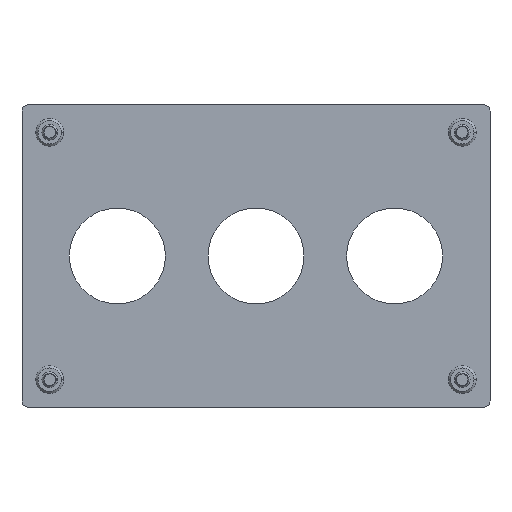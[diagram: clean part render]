
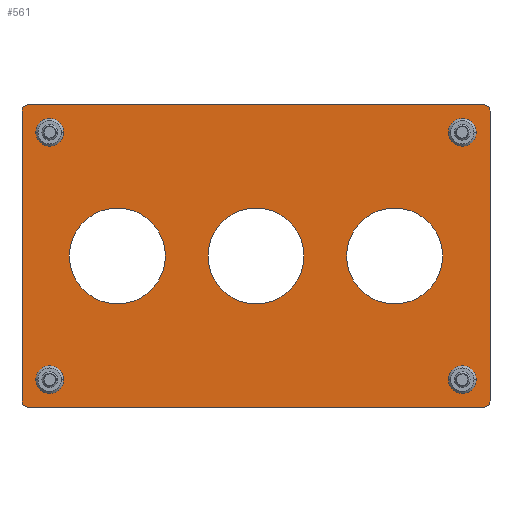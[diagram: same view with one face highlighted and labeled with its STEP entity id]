
A CAD part, front view. The second image highlights one B-rep face of the part: STEP entity #561.
In plain terms, the highlighted planar face has unit normal (0, -1, 0).
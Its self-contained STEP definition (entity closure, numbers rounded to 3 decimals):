
#561=ADVANCED_FACE('',(#1129,#1130,#1131,#1132,#1133,#1134,#1135,#1136),#1137,.F.);
#1129=FACE_BOUND('',#1703,.T.);
#1130=FACE_BOUND('',#1704,.T.);
#1131=FACE_BOUND('',#1705,.T.);
#1132=FACE_BOUND('',#1706,.T.);
#1133=FACE_BOUND('',#1707,.T.);
#1134=FACE_BOUND('',#1708,.T.);
#1135=FACE_BOUND('',#1709,.T.);
#1136=FACE_OUTER_BOUND('',#1710,.T.);
#1137=PLANE('',#1711);
#1703=EDGE_LOOP('',(#3309,#3310));
#1704=EDGE_LOOP('',(#3311,#3312));
#1705=EDGE_LOOP('',(#3313,#3314));
#1706=EDGE_LOOP('',(#3315,#3316));
#1707=EDGE_LOOP('',(#3317,#3318));
#1708=EDGE_LOOP('',(#3319,#3320));
#1709=EDGE_LOOP('',(#3321,#3322));
#1710=EDGE_LOOP('',(#3323,#3324,#3325,#3326,#3327,#3328,#3329,#3330));
#1711=AXIS2_PLACEMENT_3D('',#3331,#3332,#3333);
#3309=ORIENTED_EDGE('',*,*,#3415,.T.);
#3310=ORIENTED_EDGE('',*,*,#3929,.T.);
#3311=ORIENTED_EDGE('',*,*,#3410,.T.);
#3312=ORIENTED_EDGE('',*,*,#3932,.T.);
#3313=ORIENTED_EDGE('',*,*,#3405,.T.);
#3314=ORIENTED_EDGE('',*,*,#3935,.T.);
#3315=ORIENTED_EDGE('',*,*,#3951,.T.);
#3316=ORIENTED_EDGE('',*,*,#3378,.T.);
#3317=ORIENTED_EDGE('',*,*,#3955,.T.);
#3318=ORIENTED_EDGE('',*,*,#3373,.T.);
#3319=ORIENTED_EDGE('',*,*,#3959,.T.);
#3320=ORIENTED_EDGE('',*,*,#3368,.T.);
#3321=ORIENTED_EDGE('',*,*,#3963,.T.);
#3322=ORIENTED_EDGE('',*,*,#3363,.T.);
#3323=ORIENTED_EDGE('',*,*,#3996,.F.);
#3324=ORIENTED_EDGE('',*,*,#3968,.F.);
#3325=ORIENTED_EDGE('',*,*,#3973,.F.);
#3326=ORIENTED_EDGE('',*,*,#3977,.F.);
#3327=ORIENTED_EDGE('',*,*,#3981,.F.);
#3328=ORIENTED_EDGE('',*,*,#3985,.F.);
#3329=ORIENTED_EDGE('',*,*,#3989,.F.);
#3330=ORIENTED_EDGE('',*,*,#3993,.F.);
#3331=CARTESIAN_POINT('',(109.75,10.5,71.0));
#3332=DIRECTION('',(-0.0,1.0,0.0));
#3333=DIRECTION('',(1.0,0.0,0.0));
#3363=EDGE_CURVE('',#4004,#4001,#4005,.T.);
#3368=EDGE_CURVE('',#4013,#4010,#4014,.T.);
#3373=EDGE_CURVE('',#4022,#4019,#4023,.T.);
#3378=EDGE_CURVE('',#4031,#4028,#4032,.T.);
#3405=EDGE_CURVE('',#4074,#4078,#4080,.T.);
#3410=EDGE_CURVE('',#4083,#4087,#4089,.T.);
#3415=EDGE_CURVE('',#4092,#4096,#4098,.T.);
#3929=EDGE_CURVE('',#4096,#4092,#4852,.T.);
#3932=EDGE_CURVE('',#4087,#4083,#4855,.T.);
#3935=EDGE_CURVE('',#4078,#4074,#4858,.T.);
#3951=EDGE_CURVE('',#4028,#4031,#4874,.T.);
#3955=EDGE_CURVE('',#4019,#4022,#4878,.T.);
#3959=EDGE_CURVE('',#4010,#4013,#4882,.T.);
#3963=EDGE_CURVE('',#4001,#4004,#4886,.T.);
#3968=EDGE_CURVE('',#4892,#4894,#4895,.T.);
#3973=EDGE_CURVE('',#4900,#4892,#4902,.T.);
#3977=EDGE_CURVE('',#4906,#4900,#4908,.T.);
#3981=EDGE_CURVE('',#4912,#4906,#4914,.T.);
#3985=EDGE_CURVE('',#4918,#4912,#4920,.T.);
#3989=EDGE_CURVE('',#4924,#4918,#4926,.T.);
#3993=EDGE_CURVE('',#4930,#4924,#4932,.T.);
#3996=EDGE_CURVE('',#4894,#4930,#4935,.T.);
#4001=VERTEX_POINT('',#4940);
#4004=VERTEX_POINT('',#4944);
#4005=CIRCLE('',#4945,6.5);
#4010=VERTEX_POINT('',#4951);
#4013=VERTEX_POINT('',#4955);
#4014=CIRCLE('',#4956,6.5);
#4019=VERTEX_POINT('',#4962);
#4022=VERTEX_POINT('',#4966);
#4023=CIRCLE('',#4967,6.5);
#4028=VERTEX_POINT('',#4973);
#4031=VERTEX_POINT('',#4977);
#4032=CIRCLE('',#4978,6.5);
#4074=VERTEX_POINT('',#5029);
#4078=VERTEX_POINT('',#5034);
#4080=CIRCLE('',#5037,22.5);
#4083=VERTEX_POINT('',#5040);
#4087=VERTEX_POINT('',#5045);
#4089=CIRCLE('',#5048,22.5);
#4092=VERTEX_POINT('',#5051);
#4096=VERTEX_POINT('',#5056);
#4098=CIRCLE('',#5059,22.5);
#4852=CIRCLE('',#5941,22.5);
#4855=CIRCLE('',#5944,22.5);
#4858=CIRCLE('',#5947,22.5);
#4874=CIRCLE('',#5963,6.5);
#4878=CIRCLE('',#5967,6.5);
#4882=CIRCLE('',#5971,6.5);
#4886=CIRCLE('',#5975,6.5);
#4892=VERTEX_POINT('',#5982);
#4894=VERTEX_POINT('',#5985);
#4895=LINE('',#5986,#5987);
#4900=VERTEX_POINT('',#5993);
#4902=CIRCLE('',#5996,3.);
#4906=VERTEX_POINT('',#6001);
#4908=LINE('',#6004,#6005);
#4912=VERTEX_POINT('',#6009);
#4914=CIRCLE('',#6012,3.);
#4918=VERTEX_POINT('',#6017);
#4920=LINE('',#6020,#6021);
#4924=VERTEX_POINT('',#6025);
#4926=CIRCLE('',#6028,3.);
#4930=VERTEX_POINT('',#6033);
#4932=LINE('',#6036,#6037);
#4935=CIRCLE('',#6040,3.);
#4940=CARTESIAN_POINT('',(19.5,10.5,129.0));
#4944=CARTESIAN_POINT('',(6.5,10.5,129.0));
#4945=AXIS2_PLACEMENT_3D('',#6045,#6046,#6047);
#4951=CARTESIAN_POINT('',(19.5,10.5,13.0));
#4955=CARTESIAN_POINT('',(6.5,10.5,13.0));
#4956=AXIS2_PLACEMENT_3D('',#6053,#6054,#6055);
#4962=CARTESIAN_POINT('',(213.0,10.5,129.0));
#4966=CARTESIAN_POINT('',(200.0,10.5,129.0));
#4967=AXIS2_PLACEMENT_3D('',#6061,#6062,#6063);
#4973=CARTESIAN_POINT('',(213.0,10.5,13.0));
#4977=CARTESIAN_POINT('',(200.0,10.5,13.0));
#4978=AXIS2_PLACEMENT_3D('',#6069,#6070,#6071);
#5029=CARTESIAN_POINT('',(67.25,10.5,71.0));
#5034=CARTESIAN_POINT('',(22.25,10.5,71.0));
#5037=AXIS2_PLACEMENT_3D('',#6113,#6114,#6115);
#5040=CARTESIAN_POINT('',(132.25,10.5,71.0));
#5045=CARTESIAN_POINT('',(87.25,10.5,71.0));
#5048=AXIS2_PLACEMENT_3D('',#6121,#6122,#6123);
#5051=CARTESIAN_POINT('',(197.25,10.5,71.0));
#5056=CARTESIAN_POINT('',(152.25,10.5,71.0));
#5059=AXIS2_PLACEMENT_3D('',#6129,#6130,#6131);
#5941=AXIS2_PLACEMENT_3D('',#6992,#6993,#6994);
#5944=AXIS2_PLACEMENT_3D('',#6998,#6999,#7000);
#5947=AXIS2_PLACEMENT_3D('',#7004,#7005,#7006);
#5963=AXIS2_PLACEMENT_3D('',#7025,#7026,#7027);
#5967=AXIS2_PLACEMENT_3D('',#7031,#7032,#7033);
#5971=AXIS2_PLACEMENT_3D('',#7037,#7038,#7039);
#5975=AXIS2_PLACEMENT_3D('',#7043,#7044,#7045);
#5982=CARTESIAN_POINT('',(219.5,10.5,139.0));
#5985=CARTESIAN_POINT('',(219.5,10.5,3.0));
#5986=CARTESIAN_POINT('',(219.5,10.5,139.0));
#5987=VECTOR('',#7048,1.0);
#5993=CARTESIAN_POINT('',(216.5,10.5,142.0));
#5996=AXIS2_PLACEMENT_3D('',#7054,#7055,#7056);
#6001=CARTESIAN_POINT('',(3.0,10.5,142.0));
#6004=CARTESIAN_POINT('',(3.0,10.5,142.0));
#6005=VECTOR('',#7059,1.0);
#6009=CARTESIAN_POINT('',(0.0,10.5,139.0));
#6012=AXIS2_PLACEMENT_3D('',#7064,#7065,#7066);
#6017=CARTESIAN_POINT('',(0.0,10.5,3.0));
#6020=CARTESIAN_POINT('',(0.0,10.5,3.0));
#6021=VECTOR('',#7069,1.0);
#6025=CARTESIAN_POINT('',(3.0,10.5,0.0));
#6028=AXIS2_PLACEMENT_3D('',#7074,#7075,#7076);
#6033=CARTESIAN_POINT('',(216.5,10.5,0.0));
#6036=CARTESIAN_POINT('',(216.5,10.5,0.0));
#6037=VECTOR('',#7079,1.0);
#6040=AXIS2_PLACEMENT_3D('',#7083,#7084,#7085);
#6045=CARTESIAN_POINT('',(13.0,10.5,129.0));
#6046=DIRECTION('',(0.0,1.0,0.0));
#6047=DIRECTION('',(1.0,0.0,0.));
#6053=CARTESIAN_POINT('',(13.0,10.5,13.0));
#6054=DIRECTION('',(0.0,1.0,0.0));
#6055=DIRECTION('',(1.0,0.0,0.));
#6061=CARTESIAN_POINT('',(206.5,10.5,129.0));
#6062=DIRECTION('',(0.0,1.0,0.0));
#6063=DIRECTION('',(1.0,0.0,0.));
#6069=CARTESIAN_POINT('',(206.5,10.5,13.0));
#6070=DIRECTION('',(0.0,1.0,0.0));
#6071=DIRECTION('',(1.0,0.0,0.));
#6113=CARTESIAN_POINT('',(44.75,10.5,71.0));
#6114=DIRECTION('',(-0.0,1.0,0.0));
#6115=DIRECTION('',(1.0,0.0,0.0));
#6121=CARTESIAN_POINT('',(109.75,10.5,71.0));
#6122=DIRECTION('',(-0.0,1.0,0.0));
#6123=DIRECTION('',(1.0,0.0,0.0));
#6129=CARTESIAN_POINT('',(174.75,10.5,71.0));
#6130=DIRECTION('',(-0.0,1.0,0.0));
#6131=DIRECTION('',(1.0,0.0,0.0));
#6992=CARTESIAN_POINT('',(174.75,10.5,71.0));
#6993=DIRECTION('',(-0.0,1.0,0.0));
#6994=DIRECTION('',(1.0,0.0,0.0));
#6998=CARTESIAN_POINT('',(109.75,10.5,71.0));
#6999=DIRECTION('',(-0.0,1.0,0.0));
#7000=DIRECTION('',(1.0,0.0,0.0));
#7004=CARTESIAN_POINT('',(44.75,10.5,71.0));
#7005=DIRECTION('',(-0.0,1.0,0.0));
#7006=DIRECTION('',(1.0,0.0,0.0));
#7025=CARTESIAN_POINT('',(206.5,10.5,13.0));
#7026=DIRECTION('',(0.0,1.0,0.0));
#7027=DIRECTION('',(1.0,0.0,0.));
#7031=CARTESIAN_POINT('',(206.5,10.5,129.0));
#7032=DIRECTION('',(0.0,1.0,0.0));
#7033=DIRECTION('',(1.0,0.0,0.));
#7037=CARTESIAN_POINT('',(13.0,10.5,13.0));
#7038=DIRECTION('',(0.0,1.0,0.0));
#7039=DIRECTION('',(1.0,0.0,0.));
#7043=CARTESIAN_POINT('',(13.0,10.5,129.0));
#7044=DIRECTION('',(0.0,1.0,0.0));
#7045=DIRECTION('',(1.0,0.0,0.));
#7048=DIRECTION('',(0.0,0.0,-1.0));
#7054=CARTESIAN_POINT('',(216.5,10.5,139.0));
#7055=DIRECTION('',(-0.0,1.0,0.0));
#7056=DIRECTION('',(0.,0.0,1.0));
#7059=DIRECTION('',(1.0,0.0,0.0));
#7064=CARTESIAN_POINT('',(3.,10.5,139.0));
#7065=DIRECTION('',(0.0,1.0,0.0));
#7066=DIRECTION('',(-1.0,0.0,0.));
#7069=DIRECTION('',(0.0,0.0,1.0));
#7074=CARTESIAN_POINT('',(3.,10.5,3.));
#7075=DIRECTION('',(0.0,1.0,0.0));
#7076=DIRECTION('',(0.,0.0,-1.0));
#7079=DIRECTION('',(-1.0,0.0,0.0));
#7083=CARTESIAN_POINT('',(216.5,10.5,3.));
#7084=DIRECTION('',(0.0,1.0,0.0));
#7085=DIRECTION('',(1.0,0.0,0.));
